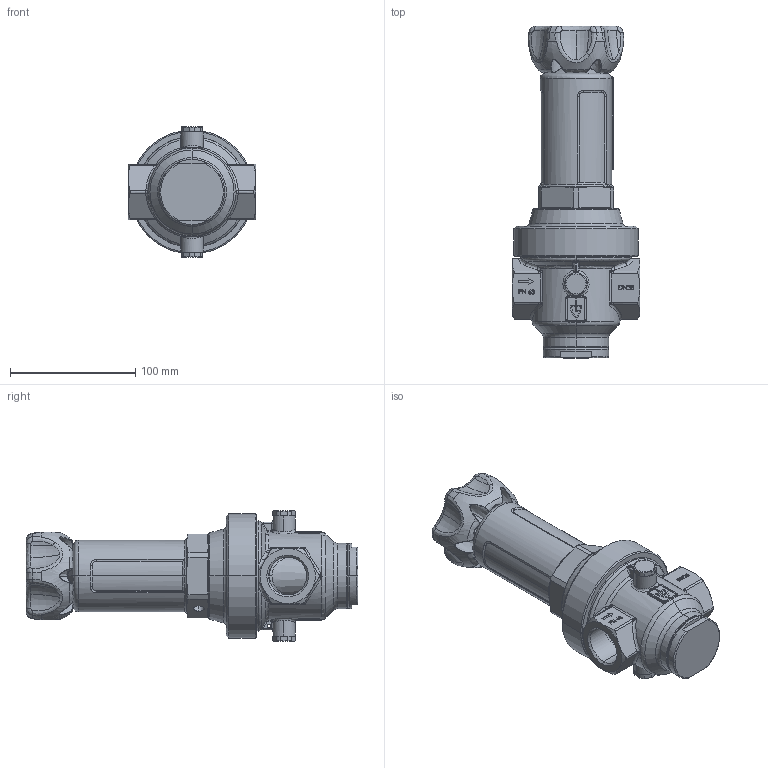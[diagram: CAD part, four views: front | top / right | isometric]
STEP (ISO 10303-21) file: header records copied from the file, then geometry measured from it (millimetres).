
FILE_DESCRIPTION (( 'STEP AP214' ), '1' );
FILE_NAME ('684-25-f+f-25+25.STEP', '2015-11-26T15:31:28', ( '' ), ( '' ), 'SwSTEP 2.0', 'SolidWorks 2014', '' );
FILE_SCHEMA (( 'AUTOMOTIVE_DESIGN' ));
Length unit declared in the file: millimetre
Products named in the file (1): 684-25-f+f-25+25
Bounding box: 102 x 264.8 x 104 mm (x, y, z)
Volume: 500749 mm3; surface area: 174981.2 mm2
Topology: 12 solids, 12 shells, 1746 faces, 4427 edges, 2757 vertices
Faces by surface type: bspline 578, plane 553, cylinder 368, cone 123, torus 116, sphere 8
Entity records: 122245 total; most frequent: CARTESIAN_POINT 65824, ORIENTED_EDGE 8810, DIRECTION 5950, EDGE_CURVE 4405, VERTEX_POINT 2757, AXIS2_PLACEMENT_3D 2165, EDGE_LOOP 1850, UNCERTAINTY_MEASURE_WITH_UNIT 1760
